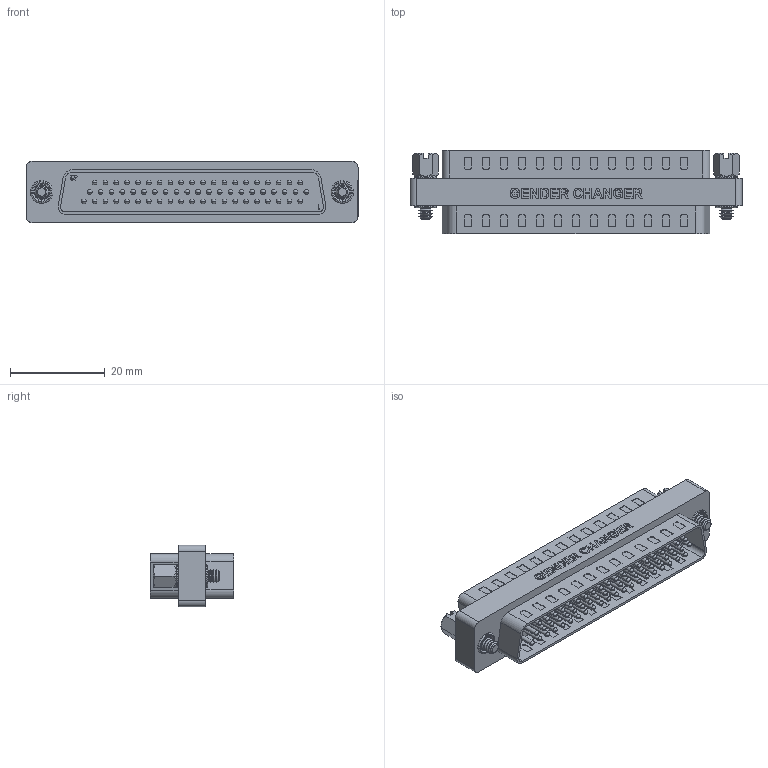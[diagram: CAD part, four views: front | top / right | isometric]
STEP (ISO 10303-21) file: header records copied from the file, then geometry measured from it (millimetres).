
FILE_DESCRIPTION (( 'STEP AP203' ), '1' );
FILE_NAME ('DGBH62M.STEP', '2006-06-23T18:37:47', ( 'lcom' ), ( 'lcom' ), 'SwSTEP 2.0', 'SolidWorks 2006004', '' );
FILE_SCHEMA (( 'CONFIG_CONTROL_DESIGN' ));
Length unit declared in the file: inch
Products named in the file (4): DGBH62F-MA1; 3AA05-002; SDH62P_Without Mounting Flange and Solder Cups; DGBH62M
Assembly tree (5 placements, depth 2):
  DGBH62M
    DGBH62F-MA1
    SDH62P_Without Mounting Flange and Solder Cups  x2
    3AA05-002  x2
Bounding box: 70.1 x 17.65 x 12.95 mm (x, y, z)
Volume: 6650.1 mm3; surface area: 10452.9 mm2
Topology: 5 solids, 5 shells, 1789 faces, 4822 edges, 3054 vertices
Faces by surface type: plane 805, cylinder 536, sphere 260, bspline 120, cone 56, torus 12
Entity records: 41496 total; most frequent: CARTESIAN_POINT 15924, ORIENTED_EDGE 5224, DIRECTION 5042, EDGE_CURVE 2612, AXIS2_PLACEMENT_3D 1701, VERTEX_POINT 1701, LINE 1640, VECTOR 1640
